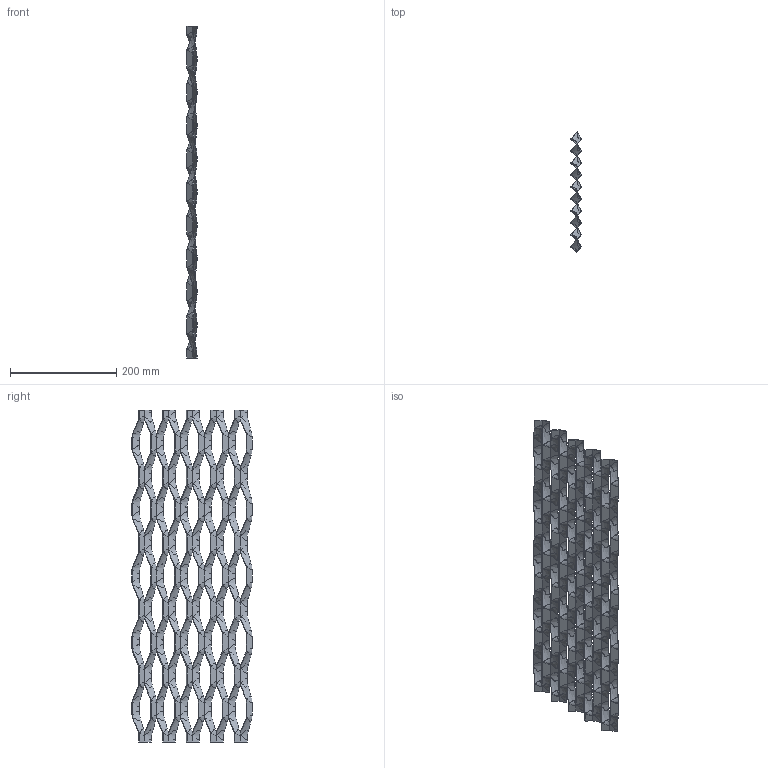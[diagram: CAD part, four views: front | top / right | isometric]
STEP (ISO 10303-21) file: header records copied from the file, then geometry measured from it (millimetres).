
FILE_DESCRIPTION(/* description */ (''),/* implementation_level */ '2;1');
FILE_NAME(/* name */ 'TH 125x45x15x1,5 vizualizace Imperial.stp',/* time_stamp */ '2025-05-26T15:42:59+02:00',/* author */ ('tomas.cuprak'),/* organization */ (''),/* preprocessor_version */ 'ST-DEVELOPER v19.2',/* originating_system */ 'Autodesk Inventor 2023',/* authorisation */ '');
FILE_SCHEMA (('AUTOMOTIVE_DESIGN { 1 0 10303 214 3 1 1 }'));
Products named in the file (1): THK univerzal
Bounding box: 19 x 225.93 x 625 mm (x, y, z)
Volume: 138547.8 mm3; surface area: 208976.2 mm2
Topology: 1 solids, 1 shells, 1280 faces, 4210 edges, 2750 vertices
Faces by surface type: bspline 800, plane 480
Entity records: 105646 total; most frequent: CARTESIAN_POINT 77186, ORIENTED_EDGE 8220, EDGE_CURVE 4110, B_SPLINE_CURVE_WITH_KNOTS 2780, VERTEX_POINT 2750, DIRECTION 2292, LINE 1330, VECTOR 1330
